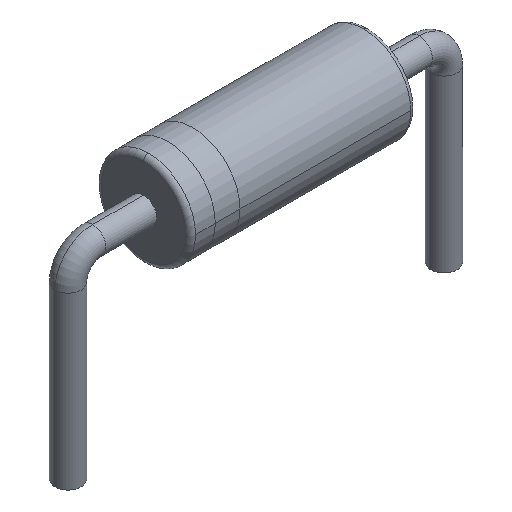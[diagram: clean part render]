
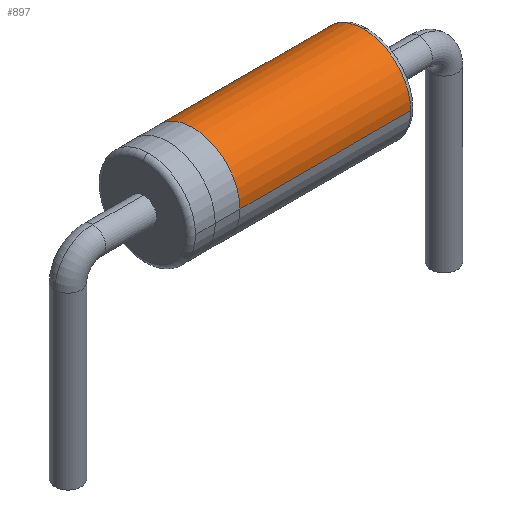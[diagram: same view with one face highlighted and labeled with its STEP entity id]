
A CAD part, isometric view. The second image highlights one B-rep face of the part: STEP entity #897.
In plain terms, the highlighted cylindrical face has radius 0.955 mm (diameter 1.91 mm), a partial arc.
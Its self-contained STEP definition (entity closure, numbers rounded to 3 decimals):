
#746=CARTESIAN_POINT('',(2.18,0.955,0.955));
#747=VERTEX_POINT('',#746);
#748=CARTESIAN_POINT('',(-1.28,0.955,0.955));
#749=VERTEX_POINT('',#748);
#750=CARTESIAN_POINT('',(2.18,0.955,0.955));
#751=DIRECTION('',(-1.0,0.0,0.0));
#752=VECTOR('',#751,3.46);
#753=LINE('',#750,#752);
#754=EDGE_CURVE('',#747,#749,#753,.T.);
#765=CARTESIAN_POINT('',(2.18,-0.955,0.955));
#766=VERTEX_POINT('',#765);
#774=CARTESIAN_POINT('',(-1.28,-0.955,0.955));
#775=VERTEX_POINT('',#774);
#776=CARTESIAN_POINT('',(2.18,-0.955,0.955));
#777=DIRECTION('',(-1.0,0.0,0.0));
#778=VECTOR('',#777,3.46);
#779=LINE('',#776,#778);
#780=EDGE_CURVE('',#766,#775,#779,.T.);
#815=CARTESIAN_POINT('',(2.18,0.,1.91));
#816=VERTEX_POINT('',#815);
#824=CARTESIAN_POINT('',(2.18,0.,0.955));
#825=DIRECTION('',(1.0,0.0,0.0));
#826=DIRECTION('',(0.0,-1.0,0.0));
#827=AXIS2_PLACEMENT_3D('',#824,#825,#826);
#828=CIRCLE('',#827,0.955);
#829=EDGE_CURVE('',#816,#766,#828,.T.);
#841=CARTESIAN_POINT('',(-1.28,0.,0.955));
#842=DIRECTION('',(1.0,0.0,0.0));
#843=DIRECTION('',(0.0,1.0,0.0));
#844=AXIS2_PLACEMENT_3D('',#841,#842,#843);
#845=CIRCLE('',#844,0.955);
#846=EDGE_CURVE('',#749,#775,#845,.T.);
#858=CARTESIAN_POINT('',(2.18,0.,0.955));
#859=DIRECTION('',(1.0,0.0,0.0));
#860=DIRECTION('',(0.0,-1.0,0.0));
#861=AXIS2_PLACEMENT_3D('',#858,#859,#860);
#862=CIRCLE('',#861,0.955);
#863=EDGE_CURVE('',#747,#816,#862,.T.);
#885=CARTESIAN_POINT('',(-1.453,0.0,0.955));
#886=DIRECTION('',(1.0,0.0,0.0));
#887=DIRECTION('',(0.0,1.0,0.0));
#888=AXIS2_PLACEMENT_3D('',#885,#886,#887);
#889=CYLINDRICAL_SURFACE('',#888,0.955);
#890=ORIENTED_EDGE('',*,*,#754,.T.);
#891=ORIENTED_EDGE('',*,*,#846,.T.);
#892=ORIENTED_EDGE('',*,*,#780,.F.);
#893=ORIENTED_EDGE('',*,*,#829,.F.);
#894=ORIENTED_EDGE('',*,*,#863,.F.);
#895=EDGE_LOOP('',(#890,#891,#892,#893,#894));
#896=FACE_OUTER_BOUND('',#895,.T.);
#897=ADVANCED_FACE('',(#896),#889,.T.);
